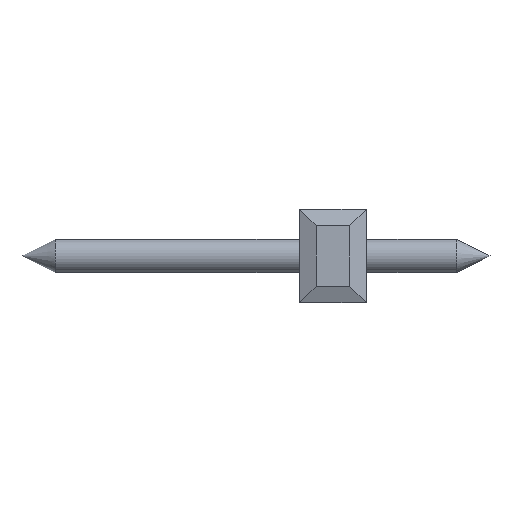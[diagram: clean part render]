
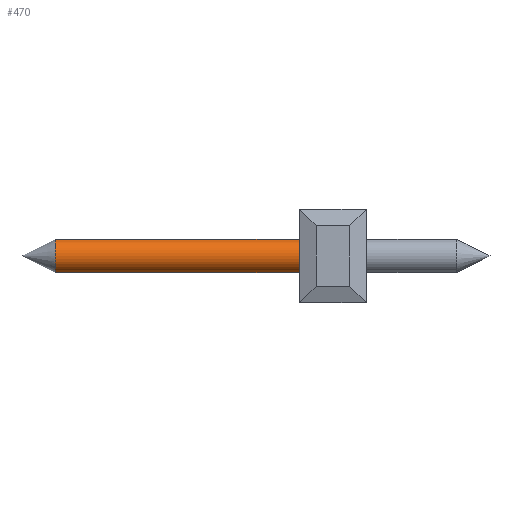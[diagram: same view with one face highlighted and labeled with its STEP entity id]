
A CAD part, left-side view. The second image highlights one B-rep face of the part: STEP entity #470.
In plain terms, the highlighted cylindrical face has radius 0.5 mm (diameter 1 mm), a full revolution.
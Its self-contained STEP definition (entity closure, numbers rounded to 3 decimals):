
#470 = ADVANCED_FACE( '', ( #1060, #1061 ), #1062, .T. );
#1060 = FACE_OUTER_BOUND( '', #1781, .T. );
#1061 = FACE_OUTER_BOUND( '', #1782, .T. );
#1062 = CYLINDRICAL_SURFACE( '', #1783, 0.5 );
#1781 = EDGE_LOOP( '', ( #3100 ) );
#1782 = EDGE_LOOP( '', ( #3101 ) );
#1783 = AXIS2_PLACEMENT_3D( '', #3102, #3103, #3104 );
#3100 = ORIENTED_EDGE( '', *, *, #4492, .F. );
#3101 = ORIENTED_EDGE( '', *, *, #4468, .T. );
#3102 = CARTESIAN_POINT( '', ( 192.685, 131.078, 36.3 ) );
#3103 = DIRECTION( '', ( 0., 1., 0. ) );
#3104 = DIRECTION( '', ( 1., 0., 0. ) );
#4468 = EDGE_CURVE( '', #5434, #5434, #5435, .F. );
#4492 = EDGE_CURVE( '', #5459, #5459, #5460, .F. );
#5434 = VERTEX_POINT( '', #6765 );
#5435 = CIRCLE( '', #6766, 0.5 );
#5459 = VERTEX_POINT( '', #6800 );
#5460 = CIRCLE( '', #6801, 0.5 );
#6765 = CARTESIAN_POINT( '', ( 192.185, 130.078, 36.3 ) );
#6766 = AXIS2_PLACEMENT_3D( '', #7527, #7528, #7529 );
#6800 = CARTESIAN_POINT( '', ( 192.185, 122.578, 36.3 ) );
#6801 = AXIS2_PLACEMENT_3D( '', #7540, #7541, #7542 );
#7527 = CARTESIAN_POINT( '', ( 192.685, 130.078, 36.3 ) );
#7528 = DIRECTION( '', ( 0., 1., 0. ) );
#7529 = DIRECTION( '', ( -1., 0., 0. ) );
#7540 = CARTESIAN_POINT( '', ( 192.685, 122.578, 36.3 ) );
#7541 = DIRECTION( '', ( 0., 1., 0. ) );
#7542 = DIRECTION( '', ( -1., 0., 0. ) );
